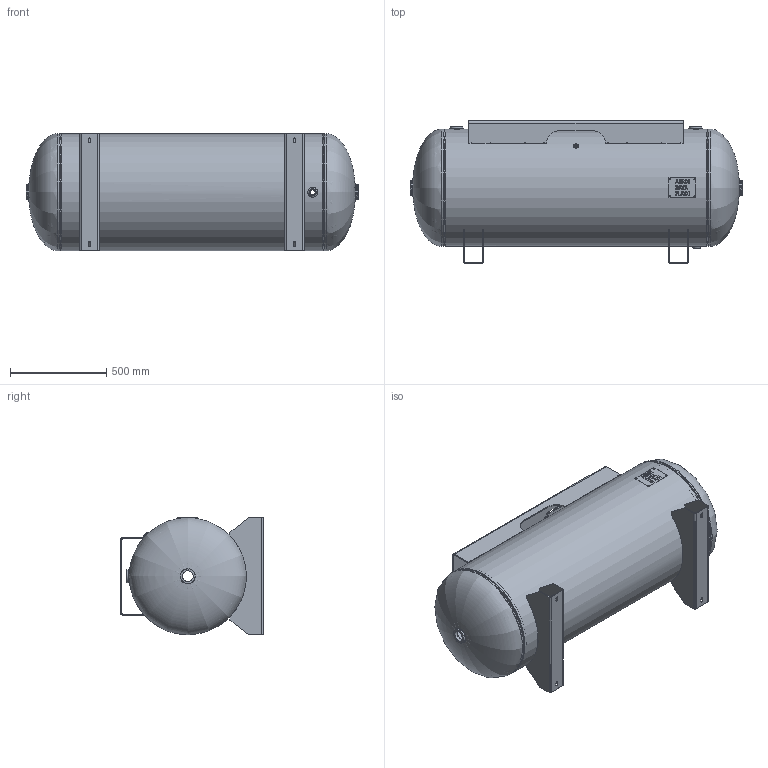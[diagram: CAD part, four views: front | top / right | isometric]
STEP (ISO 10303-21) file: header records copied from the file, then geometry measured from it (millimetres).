
FILE_DESCRIPTION(/* description */ ('24 X 67 200# HORIZ ASME STOCK 120 GAL W/CHNLS & TPLT'),/* implementation_level */ '2;1');
FILE_NAME(/* name */ 'SPVG_A10034.stp',/* time_stamp */ '2020-07-07T16:49:17-05:00',/* author */ ('kim.thoune'),/* organization */ (''),/* preprocessor_version */ 'ST-DEVELOPER v17.2',/* originating_system */ 'Autodesk Inventor 2019',/* authorisation */ '');
FILE_SCHEMA (('AUTOMOTIVE_DESIGN { 1 0 10303 214 3 1 1 }'));
Length unit declared in the file: inch
Products named in the file (14): A10034; 37-4088; A10034-2HD; 910-822; A10034-3HD; 910-822_1; F102000; F100250; F101501; F100750; 60-140; 64-053; S109146-P; S100048MAR
Assembly tree (17 placements, depth 3):
  A10034
    37-4088
    A10034-2HD
      910-822
    A10034-3HD
      910-822_1
    F102000  x2
    F100250
    F101501  x3
    F100750
    60-140
      64-053
    S109146-P  x2
    S100048MAR
Bounding box: 1728.77 x 742.95 x 612.13 mm (x, y, z)
Volume: 21360138 mm3; surface area: 9254813.8 mm2
Topology: 14 solids, 14 shells, 491 faces, 1372 edges, 932 vertices
Faces by surface type: plane 308, cylinder 95, bspline 45, torus 33, cone 10
Full cylindrical faces by diameter (mm): 6.35 x4, 9.525 x1, 11.455 x1, 12.7 x1, 26.175 x1, 35.7 x1, 36.909 x1, 44.856 x3, 52.387 x1, 56.667 x2, 57.547 x3, 59.182 x3, 68.263 x5, 79.383 x2, 101.6 x1, 592.404 x2, 600.075 x3, 601.929 x2, 609.575 x1, 609.6 x2
Entity records: 16619 total; most frequent: CARTESIAN_POINT 4932, ORIENTED_EDGE 2392, DIRECTION 2186, EDGE_CURVE 1196, LINE 840, VECTOR 840, VERTEX_POINT 810, AXIS2_PLACEMENT_3D 673
